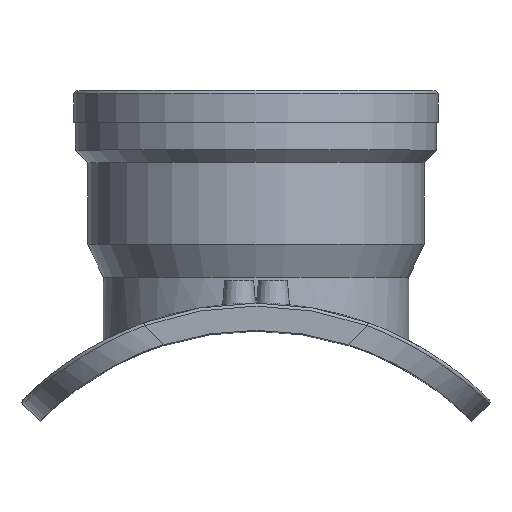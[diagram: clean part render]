
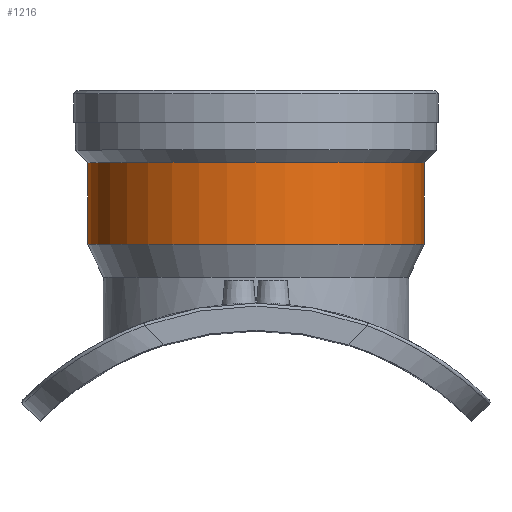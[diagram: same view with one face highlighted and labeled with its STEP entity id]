
A CAD part, top view. The second image highlights one B-rep face of the part: STEP entity #1216.
In plain terms, the highlighted cylindrical face has radius 87.5 mm (diameter 175 mm), a full revolution.
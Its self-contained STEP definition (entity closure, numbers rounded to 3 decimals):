
#72=FACE_BOUND('',#295,.T.);
#180=FACE_OUTER_BOUND('',#294,.T.);
#294=EDGE_LOOP('',(#1093));
#295=EDGE_LOOP('',(#1094));
#364=CIRCLE('',#1359,87.5);
#365=CIRCLE('',#1361,87.5);
#614=VERTEX_POINT('',#3192);
#615=VERTEX_POINT('',#3195);
#775=EDGE_CURVE('',#614,#614,#364,.T.);
#776=EDGE_CURVE('',#615,#615,#365,.T.);
#1093=ORIENTED_EDGE('',*,*,#775,.T.);
#1094=ORIENTED_EDGE('',*,*,#776,.F.);
#1135=CYLINDRICAL_SURFACE('',#1360,87.5);
#1216=ADVANCED_FACE('',(#180,#72),#1135,.T.);
#1359=AXIS2_PLACEMENT_3D('',#3193,#1689,#1690);
#1360=AXIS2_PLACEMENT_3D('',#3194,#1691,#1692);
#1361=AXIS2_PLACEMENT_3D('',#3196,#1693,#1694);
#1689=DIRECTION('center_axis',(0.,1.,0.));
#1690=DIRECTION('ref_axis',(1.,0.,0.));
#1691=DIRECTION('center_axis',(0.,1.,0.));
#1692=DIRECTION('ref_axis',(0.,0.,1.));
#1693=DIRECTION('center_axis',(0.,1.,0.));
#1694=DIRECTION('ref_axis',(1.,0.,0.));
#3192=CARTESIAN_POINT('',(0.,202.5,87.5));
#3193=CARTESIAN_POINT('Origin',(0.,202.5,0.));
#3194=CARTESIAN_POINT('Origin',(0.,223.75,0.));
#3195=CARTESIAN_POINT('',(0.,245.,87.5));
#3196=CARTESIAN_POINT('Origin',(0.,245.,0.));
